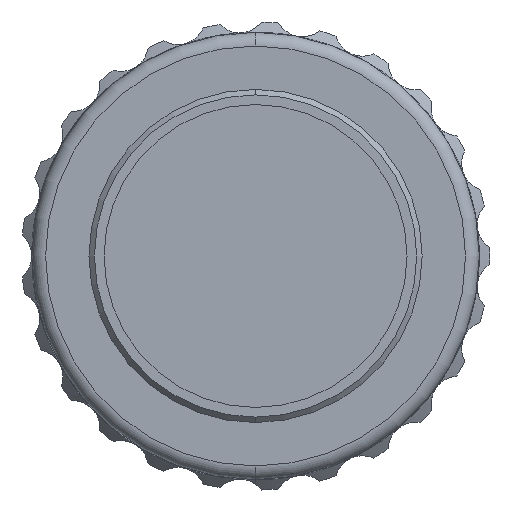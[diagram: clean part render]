
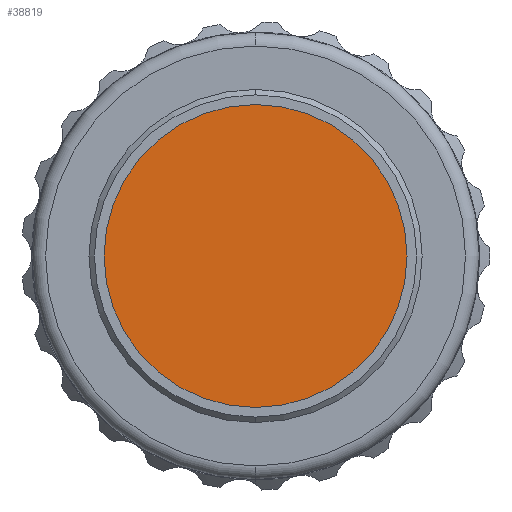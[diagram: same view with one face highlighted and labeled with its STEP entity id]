
A CAD part, left-side view. The second image highlights one B-rep face of the part: STEP entity #38819.
In plain terms, the highlighted planar face has unit normal (-1, 0, 0).
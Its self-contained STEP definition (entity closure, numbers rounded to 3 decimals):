
#771 = DIRECTION ( 'NONE',  ( 0., 0., 1. ) ) ;
#4544 = AXIS2_PLACEMENT_3D ( 'NONE', #48900, #13245, #9498 ) ;
#4719 = EDGE_LOOP ( 'NONE', ( #38685, #41990 ) ) ;
#8793 = CARTESIAN_POINT ( 'NONE',  ( 1., 0., 0. ) ) ;
#9120 = CARTESIAN_POINT ( 'NONE',  ( 1., 0., 0. ) ) ;
#9498 = DIRECTION ( 'NONE',  ( 0., 0., 1. ) ) ;
#13245 = DIRECTION ( 'NONE',  ( -1., 0., 0. ) ) ;
#16576 = VERTEX_POINT ( 'NONE', #32449 ) ;
#18027 = FACE_OUTER_BOUND ( 'NONE', #4719, .T. ) ;
#20181 = CARTESIAN_POINT ( 'NONE',  ( 1., 0., 11. ) ) ;
#28115 = AXIS2_PLACEMENT_3D ( 'NONE', #8793, #35283, #35847 ) ;
#30705 = PLANE ( 'NONE',  #49898 ) ;
#31159 = CIRCLE ( 'NONE', #4544, 11. ) ;
#32449 = CARTESIAN_POINT ( 'NONE',  ( 1., 0., -11. ) ) ;
#35283 = DIRECTION ( 'NONE',  ( -1., 0., 0. ) ) ;
#35847 = DIRECTION ( 'NONE',  ( 0., 0., 1. ) ) ;
#38685 = ORIENTED_EDGE ( 'NONE', *, *, #43457, .T. ) ;
#38819 = ADVANCED_FACE ( 'NONE', ( #18027 ), #30705, .T. ) ;
#41990 = ORIENTED_EDGE ( 'NONE', *, *, #47459, .T. ) ;
#43457 = EDGE_CURVE ( 'NONE', #46737, #16576, #31159, .T. ) ;
#46737 = VERTEX_POINT ( 'NONE', #20181 ) ;
#47459 = EDGE_CURVE ( 'NONE', #16576, #46737, #52005, .T. ) ;
#48900 = CARTESIAN_POINT ( 'NONE',  ( 1., 0., 0. ) ) ;
#49898 = AXIS2_PLACEMENT_3D ( 'NONE', #9120, #56888, #771 ) ;
#52005 = CIRCLE ( 'NONE', #28115, 11. ) ;
#56888 = DIRECTION ( 'NONE',  ( -1., 0., 0. ) ) ;
